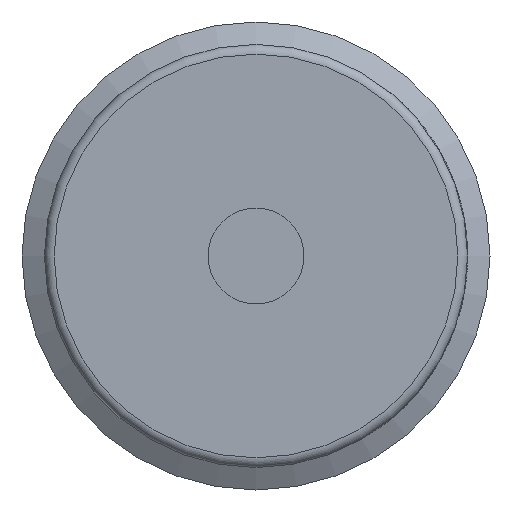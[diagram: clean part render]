
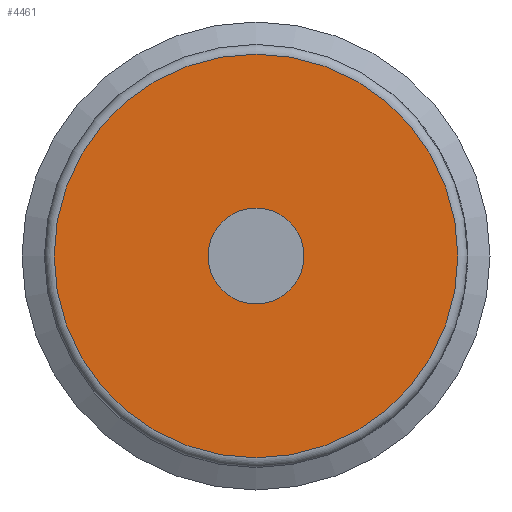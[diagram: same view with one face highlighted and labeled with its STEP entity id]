
A CAD part, front view. The second image highlights one B-rep face of the part: STEP entity #4461.
In plain terms, the highlighted face is planar.
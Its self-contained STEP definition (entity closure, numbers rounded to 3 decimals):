
#126=PLANE('',#4763);
#236=CIRCLE('',#4751,2.459);
#240=CIRCLE('',#4761,10.35);
#270=FACE_BOUND('',#805,.T.);
#542=FACE_OUTER_BOUND('',#804,.T.);
#804=EDGE_LOOP('',(#3881));
#805=EDGE_LOOP('',(#3882));
#2029=VERTEX_POINT('',#9944);
#2033=VERTEX_POINT('',#9962);
#2641=EDGE_CURVE('',#2029,#2029,#236,.T.);
#2649=EDGE_CURVE('',#2033,#2033,#240,.T.);
#3881=ORIENTED_EDGE('',*,*,#2649,.T.);
#3882=ORIENTED_EDGE('',*,*,#2641,.T.);
#4461=ADVANCED_FACE('',(#542,#270),#126,.T.);
#4751=AXIS2_PLACEMENT_3D('',#9945,#5557,#5558);
#4761=AXIS2_PLACEMENT_3D('',#9963,#5581,#5582);
#4763=AXIS2_PLACEMENT_3D('',#9965,#5585,#5586);
#5557=DIRECTION('center_axis',(-1.,0.,0.));
#5558=DIRECTION('ref_axis',(0.,0.,-1.));
#5581=DIRECTION('center_axis',(1.,0.,0.));
#5582=DIRECTION('ref_axis',(0.,0.,-1.));
#5585=DIRECTION('center_axis',(1.,0.,0.));
#5586=DIRECTION('ref_axis',(0.,0.,-1.));
#9944=CARTESIAN_POINT('',(124.,0.05,2.459));
#9945=CARTESIAN_POINT('Origin',(124.,0.05,0.));
#9962=CARTESIAN_POINT('',(124.,0.05,10.35));
#9963=CARTESIAN_POINT('Origin',(124.,0.05,0.));
#9965=CARTESIAN_POINT('Origin',(124.,0.05,0.));
